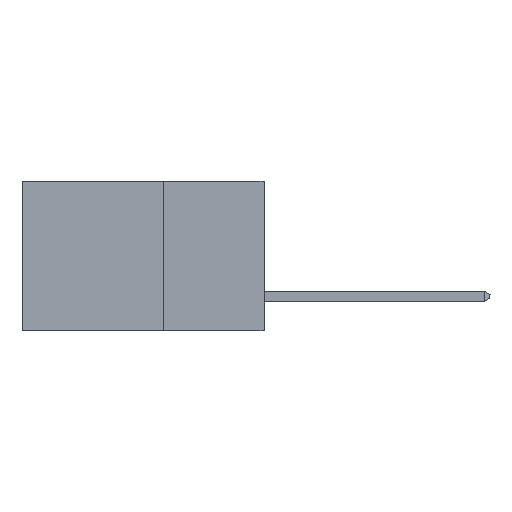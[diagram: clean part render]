
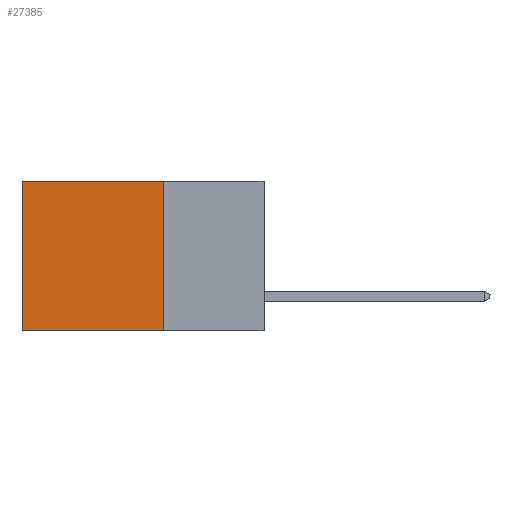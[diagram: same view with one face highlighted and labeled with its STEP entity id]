
A CAD part, left-side view. The second image highlights one B-rep face of the part: STEP entity #27385.
In plain terms, the highlighted planar face has unit normal (-1, 0, 0).
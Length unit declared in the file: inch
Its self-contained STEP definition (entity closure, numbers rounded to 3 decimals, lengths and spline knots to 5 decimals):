
#701 = VERTEX_POINT ( 'NONE', #28397 ) ;
#2166 = DIRECTION ( 'NONE',  ( 0., 0., -1. ) ) ;
#3832 = CARTESIAN_POINT ( 'NONE',  ( 0.298, 0.6, 0. ) ) ;
#4052 = DIRECTION ( 'NONE',  ( 0., 0., -1. ) ) ;
#4659 = CARTESIAN_POINT ( 'NONE',  ( 0.298, 0.6, 0. ) ) ;
#4740 = ORIENTED_EDGE ( 'NONE', *, *, #21547, .F. ) ;
#5509 = LINE ( 'NONE', #4659, #11053 ) ;
#5754 = PLANE ( 'NONE',  #7714 ) ;
#6904 = VECTOR ( 'NONE', #29951, 39.37008 ) ;
#7038 = CARTESIAN_POINT ( 'NONE',  ( 0.298, 0.25, -0.37 ) ) ;
#7714 = AXIS2_PLACEMENT_3D ( 'NONE', #27544, #18084, #4052 ) ;
#8402 = EDGE_CURVE ( 'NONE', #17435, #26852, #5509, .T. ) ;
#11053 = VECTOR ( 'NONE', #2166, 39.37008 ) ;
#11363 = LINE ( 'NONE', #7038, #17251 ) ;
#11988 = FACE_OUTER_BOUND ( 'NONE', #18686, .T. ) ;
#14915 = VECTOR ( 'NONE', #27162, 39.37008 ) ;
#17251 = VECTOR ( 'NONE', #26093, 39.37008 ) ;
#17435 = VERTEX_POINT ( 'NONE', #3832 ) ;
#18084 = DIRECTION ( 'NONE',  ( 1., 0., 0. ) ) ;
#18686 = EDGE_LOOP ( 'NONE', ( #22965, #4740, #24740, #19223 ) ) ;
#19223 = ORIENTED_EDGE ( 'NONE', *, *, #25565, .T. ) ;
#20047 = VERTEX_POINT ( 'NONE', #24449 ) ;
#21547 = EDGE_CURVE ( 'NONE', #701, #26852, #11363, .T. ) ;
#21803 = EDGE_CURVE ( 'NONE', #20047, #701, #27426, .T. ) ;
#22965 = ORIENTED_EDGE ( 'NONE', *, *, #8402, .T. ) ;
#24449 = CARTESIAN_POINT ( 'NONE',  ( 0.298, 0.25, 0. ) ) ;
#24740 = ORIENTED_EDGE ( 'NONE', *, *, #21803, .F. ) ;
#25214 = CARTESIAN_POINT ( 'NONE',  ( 0.298, 0.25, 0. ) ) ;
#25403 = CARTESIAN_POINT ( 'NONE',  ( 0.298, 0.25, 0. ) ) ;
#25565 = EDGE_CURVE ( 'NONE', #20047, #17435, #27175, .T. ) ;
#26093 = DIRECTION ( 'NONE',  ( 0., 1., 0. ) ) ;
#26852 = VERTEX_POINT ( 'NONE', #30028 ) ;
#27162 = DIRECTION ( 'NONE',  ( 0., 0., -1. ) ) ;
#27175 = LINE ( 'NONE', #25403, #6904 ) ;
#27385 = ADVANCED_FACE ( 'NONE', ( #11988 ), #5754, .F. ) ;
#27426 = LINE ( 'NONE', #25214, #14915 ) ;
#27544 = CARTESIAN_POINT ( 'NONE',  ( 0.298, 0.25, 0. ) ) ;
#28397 = CARTESIAN_POINT ( 'NONE',  ( 0.298, 0.25, -0.37 ) ) ;
#29951 = DIRECTION ( 'NONE',  ( 0., 1., 0. ) ) ;
#30028 = CARTESIAN_POINT ( 'NONE',  ( 0.298, 0.6, -0.37 ) ) ;
